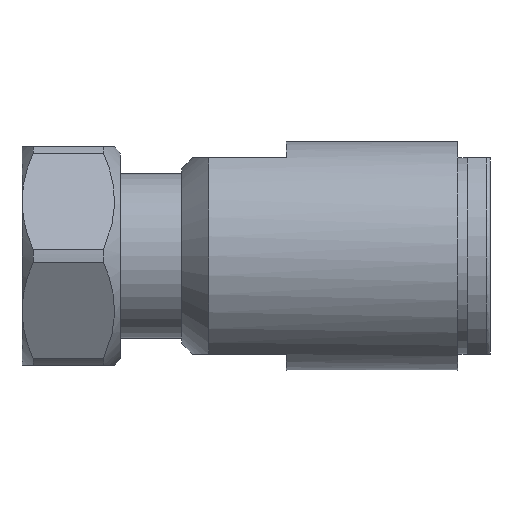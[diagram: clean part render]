
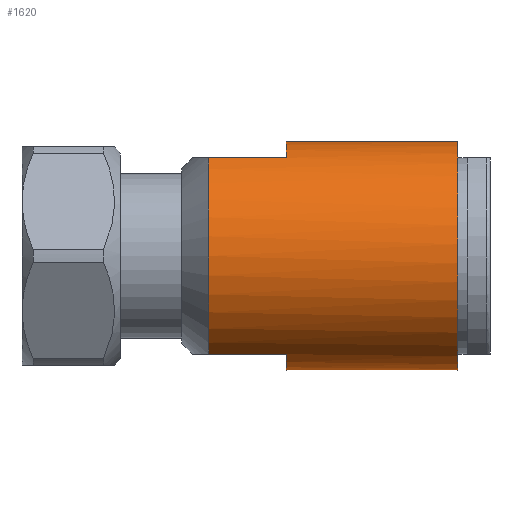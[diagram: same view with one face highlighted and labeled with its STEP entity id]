
A CAD part, front view. The second image highlights one B-rep face of the part: STEP entity #1620.
In plain terms, the highlighted cylindrical face has radius 16.637 mm (diameter 33.274 mm), a full revolution.
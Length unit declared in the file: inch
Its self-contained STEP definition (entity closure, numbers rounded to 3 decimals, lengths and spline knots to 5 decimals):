
#13 = ORIENTED_EDGE ( 'NONE', *, *, #832, .F. ) ;
#70 = ORIENTED_EDGE ( 'NONE', *, *, #1917, .F. ) ;
#86 = FACE_OUTER_BOUND ( 'NONE', #2778, .T. ) ;
#120 = CARTESIAN_POINT ( 'NONE',  ( 1.068, 0., 0. ) ) ;
#141 = CARTESIAN_POINT ( 'NONE',  ( 1.513, 0.33642, -0.562 ) ) ;
#145 = VERTEX_POINT ( 'NONE', #1785 ) ;
#153 = CIRCLE ( 'NONE', #2987, 0.655 ) ;
#157 = DIRECTION ( 'NONE',  ( -1., 0., 0. ) ) ;
#248 = VERTEX_POINT ( 'NONE', #3172 ) ;
#400 = DIRECTION ( 'NONE',  ( 0., 0., 1. ) ) ;
#424 = CARTESIAN_POINT ( 'NONE',  ( 2.493, 0.33642, 0.562 ) ) ;
#434 = EDGE_CURVE ( 'NONE', #145, #2796, #444, .T. ) ;
#444 = LINE ( 'NONE', #1668, #2018 ) ;
#472 = VERTEX_POINT ( 'NONE', #1428 ) ;
#512 = VERTEX_POINT ( 'NONE', #3010 ) ;
#651 = CARTESIAN_POINT ( 'NONE',  ( 1.513, 0., 0. ) ) ;
#661 = CARTESIAN_POINT ( 'NONE',  ( 2.493, 0., 0. ) ) ;
#668 = DIRECTION ( 'NONE',  ( -1., 0., 0. ) ) ;
#673 = CARTESIAN_POINT ( 'NONE',  ( 1.068, -0.33642, 0.562 ) ) ;
#708 = AXIS2_PLACEMENT_3D ( 'NONE', #856, #668, #400 ) ;
#754 = DIRECTION ( 'NONE',  ( -1., 0., 0. ) ) ;
#832 = EDGE_CURVE ( 'NONE', #1711, #145, #1449, .T. ) ;
#856 = CARTESIAN_POINT ( 'NONE',  ( 1.513, 0., 0. ) ) ;
#885 = DIRECTION ( 'NONE',  ( 1., 0., 0. ) ) ;
#918 = AXIS2_PLACEMENT_3D ( 'NONE', #2010, #754, #1262 ) ;
#953 = EDGE_CURVE ( 'NONE', #2683, #512, #1226, .T. ) ;
#962 = ORIENTED_EDGE ( 'NONE', *, *, #953, .F. ) ;
#969 = CIRCLE ( 'NONE', #708, 0.655 ) ;
#1093 = DIRECTION ( 'NONE',  ( -1., 0., 0. ) ) ;
#1098 = VECTOR ( 'NONE', #1925, 39.37008 ) ;
#1123 = ORIENTED_EDGE ( 'NONE', *, *, #1728, .F. ) ;
#1175 = DIRECTION ( 'NONE',  ( 0., 0., 1. ) ) ;
#1176 = DIRECTION ( 'NONE',  ( 0., 0., 1. ) ) ;
#1226 = CIRCLE ( 'NONE', #1753, 0.655 ) ;
#1259 = EDGE_CURVE ( 'NONE', #3161, #472, #2831, .T. ) ;
#1262 = DIRECTION ( 'NONE',  ( 0., 0., -1. ) ) ;
#1372 = FACE_OUTER_BOUND ( 'NONE', #1626, .T. ) ;
#1416 = VERTEX_POINT ( 'NONE', #2908 ) ;
#1428 = CARTESIAN_POINT ( 'NONE',  ( 1.513, -0.33642, 0.562 ) ) ;
#1444 = LINE ( 'NONE', #1661, #1098 ) ;
#1449 = CIRCLE ( 'NONE', #3006, 0.655 ) ;
#1571 = CIRCLE ( 'NONE', #918, 0.655 ) ;
#1620 = ADVANCED_FACE ( 'NONE', ( #86, #1372 ), #2758, .T. ) ;
#1626 = EDGE_LOOP ( 'NONE', ( #70, #2881, #2607, #3181, #2213, #13, #1123, #962 ) ) ;
#1661 = CARTESIAN_POINT ( 'NONE',  ( 2.493, 0.33642, -0.562 ) ) ;
#1668 = CARTESIAN_POINT ( 'NONE',  ( 2.493, -0.33642, -0.562 ) ) ;
#1699 = EDGE_CURVE ( 'NONE', #248, #248, #153, .T. ) ;
#1711 = VERTEX_POINT ( 'NONE', #141 ) ;
#1728 = EDGE_CURVE ( 'NONE', #512, #1711, #1444, .T. ) ;
#1753 = AXIS2_PLACEMENT_3D ( 'NONE', #120, #157, #2740 ) ;
#1785 = CARTESIAN_POINT ( 'NONE',  ( 1.513, -0.33642, -0.562 ) ) ;
#1908 = ORIENTED_EDGE ( 'NONE', *, *, #1699, .F. ) ;
#1917 = EDGE_CURVE ( 'NONE', #1416, #2683, #3108, .T. ) ;
#1925 = DIRECTION ( 'NONE',  ( 1., 0., 0. ) ) ;
#2010 = CARTESIAN_POINT ( 'NONE',  ( 1.068, 0., 0. ) ) ;
#2018 = VECTOR ( 'NONE', #1093, 39.37008 ) ;
#2036 = CARTESIAN_POINT ( 'NONE',  ( 2.493, -0.33642, 0.562 ) ) ;
#2057 = VECTOR ( 'NONE', #3029, 39.37008 ) ;
#2058 = AXIS2_PLACEMENT_3D ( 'NONE', #2598, #2980, #1176 ) ;
#2213 = ORIENTED_EDGE ( 'NONE', *, *, #434, .F. ) ;
#2419 = EDGE_CURVE ( 'NONE', #2796, #3161, #1571, .T. ) ;
#2592 = DIRECTION ( 'NONE',  ( 1., 0., 0. ) ) ;
#2598 = CARTESIAN_POINT ( 'NONE',  ( 2.493, 0., 0. ) ) ;
#2607 = ORIENTED_EDGE ( 'NONE', *, *, #1259, .F. ) ;
#2683 = VERTEX_POINT ( 'NONE', #3105 ) ;
#2737 = EDGE_CURVE ( 'NONE', #472, #1416, #969, .T. ) ;
#2740 = DIRECTION ( 'NONE',  ( 0., 0., -1. ) ) ;
#2758 = CYLINDRICAL_SURFACE ( 'NONE', #2058, 0.655 ) ;
#2778 = EDGE_LOOP ( 'NONE', ( #1908 ) ) ;
#2796 = VERTEX_POINT ( 'NONE', #2981 ) ;
#2831 = LINE ( 'NONE', #2036, #3342 ) ;
#2881 = ORIENTED_EDGE ( 'NONE', *, *, #2737, .F. ) ;
#2908 = CARTESIAN_POINT ( 'NONE',  ( 1.513, 0.33642, 0.562 ) ) ;
#2962 = DIRECTION ( 'NONE',  ( 0., 0., -1. ) ) ;
#2980 = DIRECTION ( 'NONE',  ( -1., 0., 0. ) ) ;
#2981 = CARTESIAN_POINT ( 'NONE',  ( 1.068, -0.33642, -0.562 ) ) ;
#2987 = AXIS2_PLACEMENT_3D ( 'NONE', #661, #885, #2962 ) ;
#3006 = AXIS2_PLACEMENT_3D ( 'NONE', #651, #3226, #1175 ) ;
#3010 = CARTESIAN_POINT ( 'NONE',  ( 1.068, 0.33642, -0.562 ) ) ;
#3029 = DIRECTION ( 'NONE',  ( -1., 0., 0. ) ) ;
#3105 = CARTESIAN_POINT ( 'NONE',  ( 1.068, 0.33642, 0.562 ) ) ;
#3108 = LINE ( 'NONE', #424, #2057 ) ;
#3161 = VERTEX_POINT ( 'NONE', #673 ) ;
#3172 = CARTESIAN_POINT ( 'NONE',  ( 2.493, 0., -0.655 ) ) ;
#3181 = ORIENTED_EDGE ( 'NONE', *, *, #2419, .F. ) ;
#3226 = DIRECTION ( 'NONE',  ( -1., 0., 0. ) ) ;
#3342 = VECTOR ( 'NONE', #2592, 39.37008 ) ;
